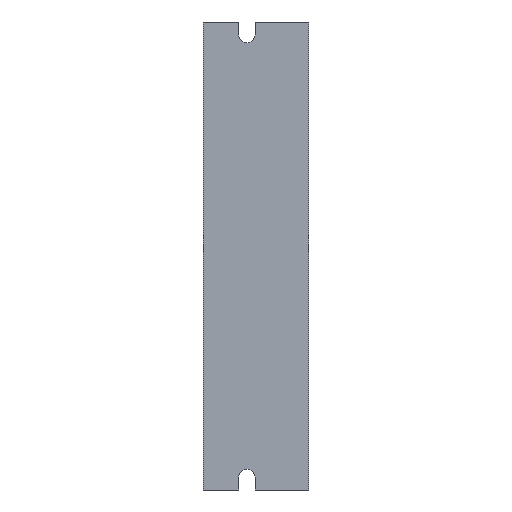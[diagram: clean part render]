
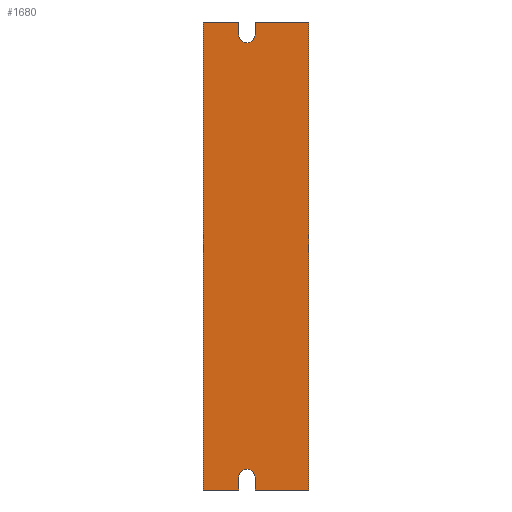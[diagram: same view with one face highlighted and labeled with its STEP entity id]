
A CAD part, left-side view. The second image highlights one B-rep face of the part: STEP entity #1680.
In plain terms, the highlighted planar face has unit normal (-1, 0, 0).
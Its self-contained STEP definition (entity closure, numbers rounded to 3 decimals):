
#232=DIRECTION('',(0.,-1.,0.));
#233=VECTOR('',#232,14.75);
#234=CARTESIAN_POINT('',(0.,14.75,-64.5));
#235=LINE('',#234,#233);
#356=DIRECTION('',(0.,1.,0.));
#357=VECTOR('',#356,9.75);
#358=CARTESIAN_POINT('',(0.,19.25,64.5));
#359=LINE('',#358,#357);
#376=DIRECTION('',(0.,0.,1.));
#377=VECTOR('',#376,3.5);
#378=CARTESIAN_POINT('',(0.,19.25,61.));
#379=LINE('',#378,#377);
#400=DIRECTION('',(0.,0.,-1.));
#401=VECTOR('',#400,3.5);
#402=CARTESIAN_POINT('',(0.,14.75,64.5));
#403=LINE('',#402,#401);
#404=CARTESIAN_POINT('',(0.,17.,-61.));
#405=DIRECTION('',(-1.,0.,0.));
#406=DIRECTION('',(0.,0.,1.));
#407=AXIS2_PLACEMENT_3D('',#404,#405,#406);
#409=DIRECTION('',(0.,0.,-1.));
#410=VECTOR('',#409,3.5);
#411=CARTESIAN_POINT('',(0.,19.25,-61.));
#412=LINE('',#411,#410);
#413=DIRECTION('',(0.,0.,1.));
#414=VECTOR('',#413,129.);
#415=CARTESIAN_POINT('',(0.,29.,-64.5));
#416=LINE('',#415,#414);
#417=CARTESIAN_POINT('',(0.,17.,61.));
#418=DIRECTION('',(-1.,0.,0.));
#419=DIRECTION('',(0.,1.,0.));
#420=AXIS2_PLACEMENT_3D('',#417,#418,#419);
#422=CARTESIAN_POINT('',(0.,17.,61.));
#423=DIRECTION('',(-1.,0.,0.));
#424=DIRECTION('',(0.,0.,-1.));
#425=AXIS2_PLACEMENT_3D('',#422,#423,#424);
#427=DIRECTION('',(0.,-1.,0.));
#428=VECTOR('',#427,14.75);
#429=CARTESIAN_POINT('',(0.,14.75,64.5));
#430=LINE('',#429,#428);
#431=DIRECTION('',(0.,0.,-1.));
#432=VECTOR('',#431,129.);
#433=CARTESIAN_POINT('',(0.,0.,64.5));
#434=LINE('',#433,#432);
#435=DIRECTION('',(0.,0.,1.));
#436=VECTOR('',#435,3.5);
#437=CARTESIAN_POINT('',(0.,14.75,-64.5));
#438=LINE('',#437,#436);
#439=CARTESIAN_POINT('',(0.,17.,-61.));
#440=DIRECTION('',(-1.,0.,0.));
#441=DIRECTION('',(0.,-1.,0.));
#442=AXIS2_PLACEMENT_3D('',#439,#440,#441);
#464=DIRECTION('',(0.,-1.,0.));
#465=VECTOR('',#464,9.75);
#466=CARTESIAN_POINT('',(0.,29.,-64.5));
#467=LINE('',#466,#465);
#981=CARTESIAN_POINT('',(0.,0.,-64.5));
#982=VERTEX_POINT('',#981);
#983=CARTESIAN_POINT('',(0.,0.,64.5));
#984=VERTEX_POINT('',#983);
#1075=CARTESIAN_POINT('',(0.,14.75,-64.5));
#1076=VERTEX_POINT('',#1075);
#1077=CARTESIAN_POINT('',(0.,19.25,-64.5));
#1079=VERTEX_POINT('',#1077);
#1083=CARTESIAN_POINT('',(0.,29.,-64.5));
#1084=VERTEX_POINT('',#1083);
#1093=CARTESIAN_POINT('',(0.,19.25,64.5));
#1094=VERTEX_POINT('',#1093);
#1095=CARTESIAN_POINT('',(0.,29.,64.5));
#1096=VERTEX_POINT('',#1095);
#1107=CARTESIAN_POINT('',(0.,14.75,64.5));
#1108=VERTEX_POINT('',#1107);
#1137=CARTESIAN_POINT('',(0.,17.,-58.75));
#1138=CARTESIAN_POINT('',(0.,19.25,-61.));
#1139=VERTEX_POINT('',#1137);
#1140=VERTEX_POINT('',#1138);
#1141=CARTESIAN_POINT('',(0.,19.25,61.));
#1142=VERTEX_POINT('',#1141);
#1143=CARTESIAN_POINT('',(0.,17.,58.75));
#1144=VERTEX_POINT('',#1143);
#1145=CARTESIAN_POINT('',(0.,14.75,61.));
#1146=VERTEX_POINT('',#1145);
#1147=CARTESIAN_POINT('',(0.,14.75,-61.));
#1148=VERTEX_POINT('',#1147);
#1652=CARTESIAN_POINT('',(0.,0.,64.5));
#1653=DIRECTION('',(1.,0.,0.));
#1654=DIRECTION('',(0.,0.,-1.));
#1655=AXIS2_PLACEMENT_3D('',#1652,#1653,#1654);
#1656=PLANE('',#1655);
#1658=ORIENTED_EDGE('',*,*,#1657,.T.);
#1660=ORIENTED_EDGE('',*,*,#1659,.T.);
#1662=ORIENTED_EDGE('',*,*,#1661,.F.);
#1664=ORIENTED_EDGE('',*,*,#1663,.T.);
#1665=ORIENTED_EDGE('',*,*,#1598,.F.);
#1666=ORIENTED_EDGE('',*,*,#1616,.F.);
#1667=ORIENTED_EDGE('',*,*,#1632,.T.);
#1668=ORIENTED_EDGE('',*,*,#1630,.T.);
#1669=ORIENTED_EDGE('',*,*,#1646,.F.);
#1670=ORIENTED_EDGE('',*,*,#1490,.T.);
#1672=ORIENTED_EDGE('',*,*,#1671,.T.);
#1673=ORIENTED_EDGE('',*,*,#1445,.F.);
#1675=ORIENTED_EDGE('',*,*,#1674,.T.);
#1677=ORIENTED_EDGE('',*,*,#1676,.T.);
#1678=EDGE_LOOP('',(#1658,#1660,#1662,#1664,#1665,#1666,#1667,#1668,#1669,#1670,
#1672,#1673,#1675,#1677));
#1679=FACE_OUTER_BOUND('',#1678,.F.);
#1680=ADVANCED_FACE('',(#1679),#1656,.F.);
#408=CIRCLE('',#407,2.25);
#421=CIRCLE('',#420,2.25);
#426=CIRCLE('',#425,2.25);
#443=CIRCLE('',#442,2.25);
#1445=EDGE_CURVE('',#1076,#982,#235,.T.);
#1490=EDGE_CURVE('',#1108,#984,#430,.T.);
#1598=EDGE_CURVE('',#1094,#1096,#359,.T.);
#1616=EDGE_CURVE('',#1142,#1094,#379,.T.);
#1630=EDGE_CURVE('',#1144,#1146,#426,.T.);
#1632=EDGE_CURVE('',#1142,#1144,#421,.T.);
#1646=EDGE_CURVE('',#1108,#1146,#403,.T.);
#1657=EDGE_CURVE('',#1139,#1140,#408,.T.);
#1659=EDGE_CURVE('',#1140,#1079,#412,.T.);
#1661=EDGE_CURVE('',#1084,#1079,#467,.T.);
#1663=EDGE_CURVE('',#1084,#1096,#416,.T.);
#1671=EDGE_CURVE('',#984,#982,#434,.T.);
#1674=EDGE_CURVE('',#1076,#1148,#438,.T.);
#1676=EDGE_CURVE('',#1148,#1139,#443,.T.);
